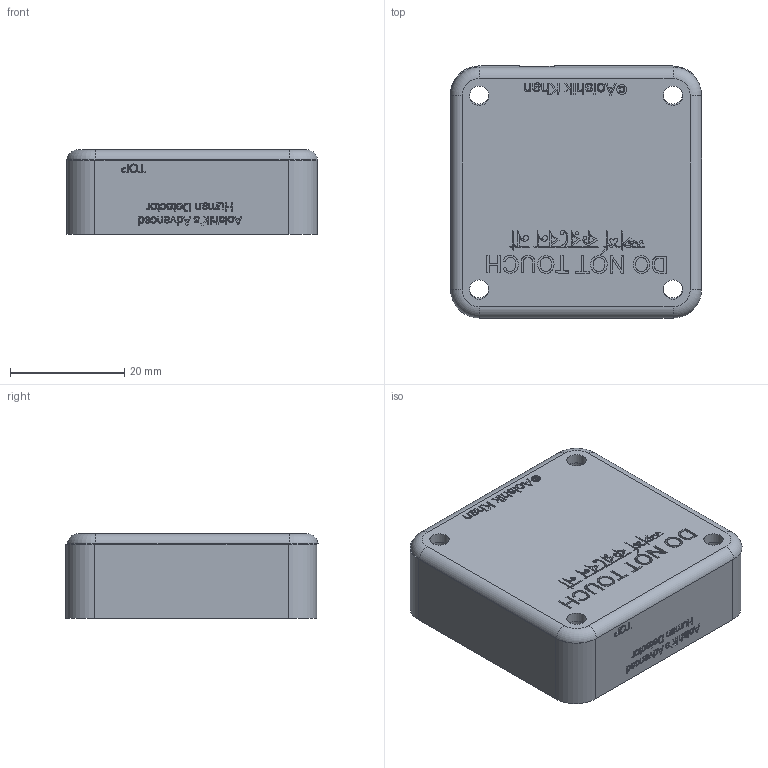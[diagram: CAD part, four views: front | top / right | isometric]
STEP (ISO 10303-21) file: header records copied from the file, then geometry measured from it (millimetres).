
FILE_DESCRIPTION(/* description */ (''),/* implementation_level */ '2;1');
FILE_NAME(/* name */ 'Sensor_Case.step',/* time_stamp */ '2026-02-08T12:36:03+05:30',/* author */ (''),/* organization */ (''),/* preprocessor_version */ 'ST-DEVELOPER v20.1',/* originating_system */ 'Autodesk Translation Framework v14.24.0.0',/* authorisation */ '');
FILE_SCHEMA (('AUTOMOTIVE_DESIGN { 1 0 10303 214 3 1 1 }'));
Products named in the file (3): 2026-02-08-12-30-25-355; 2026-02-06-21-46-18-488; 2026-02-07-13-48-56-829
Assembly tree (2 placements, depth 2):
  2026-02-08-12-30-25-355
    2026-02-06-21-46-18-488
    2026-02-07-13-48-56-829
Bounding box: 44.04 x 44.23 x 14.83 mm (x, y, z)
Volume: 21001.9 mm3; surface area: 12096.9 mm2
Topology: 2 solids, 2 shells, 1504 faces, 4197 edges, 2796 vertices
Faces by surface type: bspline 922, plane 556, cylinder 22, torus 4
Full cylindrical faces by diameter (mm): 3.4 x8, 3.5 x2, 6 x4
Entity records: 52548 total; most frequent: CARTESIAN_POINT 20112, ORIENTED_EDGE 8394, EDGE_CURVE 4197, DIRECTION 3579, VERTEX_POINT 2796, LINE 2301, VECTOR 2301, B_SPLINE_CURVE_WITH_KNOTS 1844
